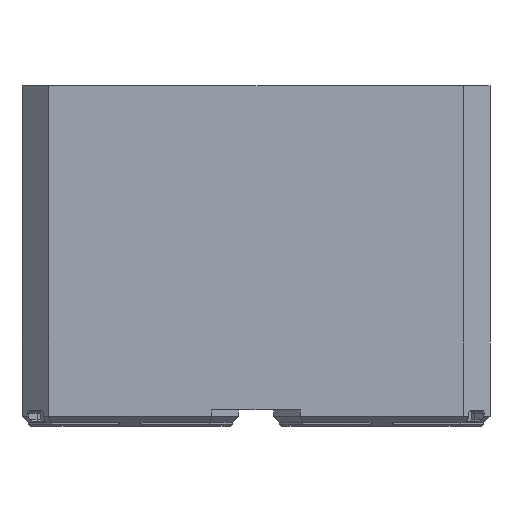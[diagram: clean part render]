
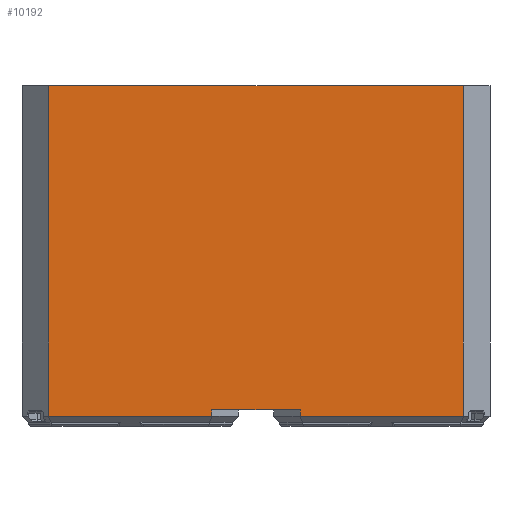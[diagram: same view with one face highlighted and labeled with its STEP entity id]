
A CAD part, front view. The second image highlights one B-rep face of the part: STEP entity #10192.
In plain terms, the highlighted planar face has unit normal (0, -1, 0).
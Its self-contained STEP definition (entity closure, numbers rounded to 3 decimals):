
#574=FACE_OUTER_BOUND('',#1134,.T.);
#1134=EDGE_LOOP('',(#9079,#9080,#9081,#9082,#9083,#9084,#9085,#9086));
#1380=LINE('',#13769,#2796);
#1453=LINE('',#13914,#2869);
#2310=LINE('',#15636,#3726);
#2321=LINE('',#15657,#3737);
#2512=LINE('',#16034,#3928);
#2525=LINE('',#16060,#3941);
#2547=LINE('',#16104,#3963);
#2550=LINE('',#16112,#3966);
#2796=VECTOR('',#11157,10.);
#2869=VECTOR('',#11290,10.);
#3726=VECTOR('',#12727,10.);
#3737=VECTOR('',#12748,10.);
#3928=VECTOR('',#13169,10.);
#3941=VECTOR('',#13194,10.);
#3963=VECTOR('',#13256,10.);
#3966=VECTOR('',#13269,10.);
#4119=VERTEX_POINT('',#13722);
#4135=VERTEX_POINT('',#13766);
#4136=VERTEX_POINT('',#13768);
#4178=VERTEX_POINT('',#13913);
#4753=VERTEX_POINT('',#15635);
#4758=VERTEX_POINT('',#15655);
#4829=VERTEX_POINT('',#16032);
#4836=VERTEX_POINT('',#16059);
#5084=EDGE_CURVE('',#4136,#4135,#1380,.T.);
#5157=EDGE_CURVE('',#4136,#4178,#1453,.T.);
#6014=EDGE_CURVE('',#4119,#4753,#2310,.T.);
#6025=EDGE_CURVE('',#4758,#4135,#2321,.T.);
#6216=EDGE_CURVE('',#4753,#4829,#2512,.T.);
#6229=EDGE_CURVE('',#4836,#4829,#2525,.T.);
#6251=EDGE_CURVE('',#4758,#4836,#2547,.T.);
#6254=EDGE_CURVE('',#4178,#4119,#2550,.T.);
#9079=ORIENTED_EDGE('',*,*,#5084,.T.);
#9080=ORIENTED_EDGE('',*,*,#6025,.F.);
#9081=ORIENTED_EDGE('',*,*,#6251,.T.);
#9082=ORIENTED_EDGE('',*,*,#6229,.T.);
#9083=ORIENTED_EDGE('',*,*,#6216,.F.);
#9084=ORIENTED_EDGE('',*,*,#6014,.F.);
#9085=ORIENTED_EDGE('',*,*,#6254,.F.);
#9086=ORIENTED_EDGE('',*,*,#5157,.F.);
#9639=PLANE('',#10747);
#10192=ADVANCED_FACE('',(#574),#9639,.T.);
#10747=AXIS2_PLACEMENT_3D('',#16113,#13270,#13271);
#11157=DIRECTION('',(0.,0.,-1.));
#11290=DIRECTION('',(1.,0.,0.));
#12727=DIRECTION('',(-1.,0.,0.));
#12748=DIRECTION('',(-1.,0.,0.));
#13169=DIRECTION('',(0.,0.,1.));
#13194=DIRECTION('',(1.,0.,0.));
#13256=DIRECTION('',(0.,0.,1.));
#13269=DIRECTION('',(0.,0.,-1.));
#13270=DIRECTION('center_axis',(0.,-1.,0.));
#13271=DIRECTION('ref_axis',(1.,0.,0.));
#13722=CARTESIAN_POINT('',(66.228,-21.5,2.));
#13766=CARTESIAN_POINT('',(-16.228,-21.5,2.));
#13768=CARTESIAN_POINT('',(-16.228,-21.5,67.6));
#13769=CARTESIAN_POINT('',(-16.228,-21.5,4.2));
#13913=CARTESIAN_POINT('',(66.228,-21.5,67.6));
#13914=CARTESIAN_POINT('',(66.228,-21.5,67.6));
#15635=CARTESIAN_POINT('',(33.772,-21.5,2.));
#15636=CARTESIAN_POINT('',(66.228,-21.5,2.));
#15655=CARTESIAN_POINT('',(16.228,-21.5,2.));
#15657=CARTESIAN_POINT('',(16.228,-21.5,2.));
#16032=CARTESIAN_POINT('',(33.772,-21.5,3.2));
#16034=CARTESIAN_POINT('',(33.772,-21.5,2.));
#16059=CARTESIAN_POINT('',(16.228,-21.5,3.2));
#16060=CARTESIAN_POINT('',(0.,-21.5,3.2));
#16104=CARTESIAN_POINT('',(16.228,-21.5,2.));
#16112=CARTESIAN_POINT('',(66.228,-21.5,4.2));
#16113=CARTESIAN_POINT('Origin',(-16.228,-21.5,4.2));
